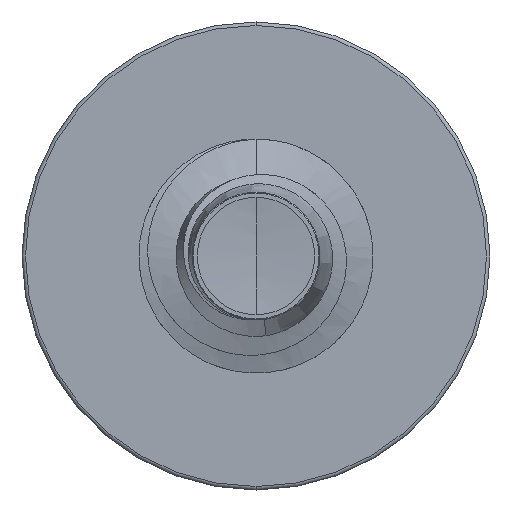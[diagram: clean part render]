
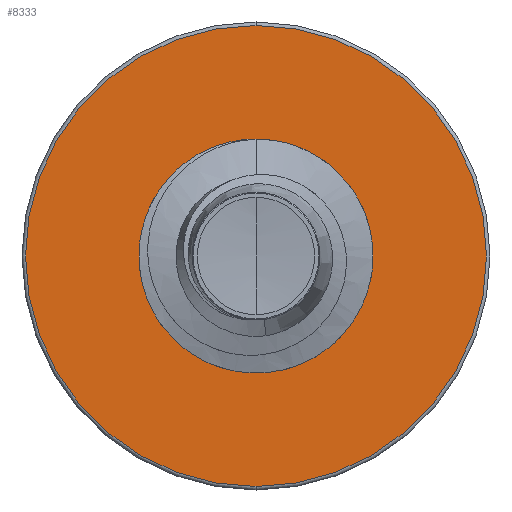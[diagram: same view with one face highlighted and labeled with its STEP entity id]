
A CAD part, front view. The second image highlights one B-rep face of the part: STEP entity #8333.
In plain terms, the highlighted planar face has unit normal (0, -1, 0).
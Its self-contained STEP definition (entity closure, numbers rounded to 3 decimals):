
#558 = CIRCLE ( 'NONE', #9263, 3.94 ) ;
#602 = FACE_OUTER_BOUND ( 'NONE', #9922, .T. ) ;
#729 = CIRCLE ( 'NONE', #2708, 1.989 ) ;
#856 = DIRECTION ( 'NONE',  ( 0., 1., 0. ) ) ;
#871 = VERTEX_POINT ( 'NONE', #11244 ) ;
#1124 = EDGE_CURVE ( 'NONE', #5262, #871, #558, .T. ) ;
#1408 = PLANE ( 'NONE',  #6532 ) ;
#2031 = DIRECTION ( 'NONE',  ( 0., 1., 0. ) ) ;
#2065 = DIRECTION ( 'NONE',  ( 0., 1., 0. ) ) ;
#2642 = ORIENTED_EDGE ( 'NONE', *, *, #11229, .F. ) ;
#2708 = AXIS2_PLACEMENT_3D ( 'NONE', #6298, #856, #7172 ) ;
#2768 = ORIENTED_EDGE ( 'NONE', *, *, #1124, .F. ) ;
#2815 = ORIENTED_EDGE ( 'NONE', *, *, #2899, .T. ) ;
#2899 = EDGE_CURVE ( 'NONE', #10300, #9617, #4471, .T. ) ;
#4340 = EDGE_LOOP ( 'NONE', ( #2815, #10171 ) ) ;
#4471 = CIRCLE ( 'NONE', #6447, 1.989 ) ;
#5262 = VERTEX_POINT ( 'NONE', #10863 ) ;
#5428 = DIRECTION ( 'NONE',  ( 0., 1., 0. ) ) ;
#6132 = FACE_BOUND ( 'NONE', #4340, .T. ) ;
#6298 = CARTESIAN_POINT ( 'NONE',  ( 0., 8., 0. ) ) ;
#6447 = AXIS2_PLACEMENT_3D ( 'NONE', #7405, #2065, #8296 ) ;
#6532 = AXIS2_PLACEMENT_3D ( 'NONE', #10365, #10075, #11225 ) ;
#7172 = DIRECTION ( 'NONE',  ( 0., 0., 1. ) ) ;
#7377 = CARTESIAN_POINT ( 'NONE',  ( 0., 8., 0. ) ) ;
#7405 = CARTESIAN_POINT ( 'NONE',  ( 0., 8., 0. ) ) ;
#8043 = CARTESIAN_POINT ( 'NONE',  ( 0., 8., -1.989 ) ) ;
#8263 = DIRECTION ( 'NONE',  ( 0., 0., 1. ) ) ;
#8296 = DIRECTION ( 'NONE',  ( 0., 0., 1. ) ) ;
#8333 = ADVANCED_FACE ( 'NONE', ( #602, #6132 ), #1408, .F. ) ;
#9046 = AXIS2_PLACEMENT_3D ( 'NONE', #7377, #2031, #8263 ) ;
#9188 = CIRCLE ( 'NONE', #9046, 3.94 ) ;
#9263 = AXIS2_PLACEMENT_3D ( 'NONE', #10711, #5428, #11575 ) ;
#9397 = EDGE_CURVE ( 'NONE', #9617, #10300, #729, .T. ) ;
#9617 = VERTEX_POINT ( 'NONE', #8043 ) ;
#9922 = EDGE_LOOP ( 'NONE', ( #2642, #2768 ) ) ;
#10075 = DIRECTION ( 'NONE',  ( 0., 1., 0. ) ) ;
#10171 = ORIENTED_EDGE ( 'NONE', *, *, #9397, .T. ) ;
#10300 = VERTEX_POINT ( 'NONE', #11519 ) ;
#10365 = CARTESIAN_POINT ( 'NONE',  ( 0., 8., -1.989 ) ) ;
#10711 = CARTESIAN_POINT ( 'NONE',  ( 0., 8., 0. ) ) ;
#10863 = CARTESIAN_POINT ( 'NONE',  ( 0., 8., -3.94 ) ) ;
#11225 = DIRECTION ( 'NONE',  ( 0., 0., 1. ) ) ;
#11229 = EDGE_CURVE ( 'NONE', #871, #5262, #9188, .T. ) ;
#11244 = CARTESIAN_POINT ( 'NONE',  ( 0., 8., 3.94 ) ) ;
#11519 = CARTESIAN_POINT ( 'NONE',  ( 0., 8., 1.989 ) ) ;
#11575 = DIRECTION ( 'NONE',  ( 0., 0., 1. ) ) ;
